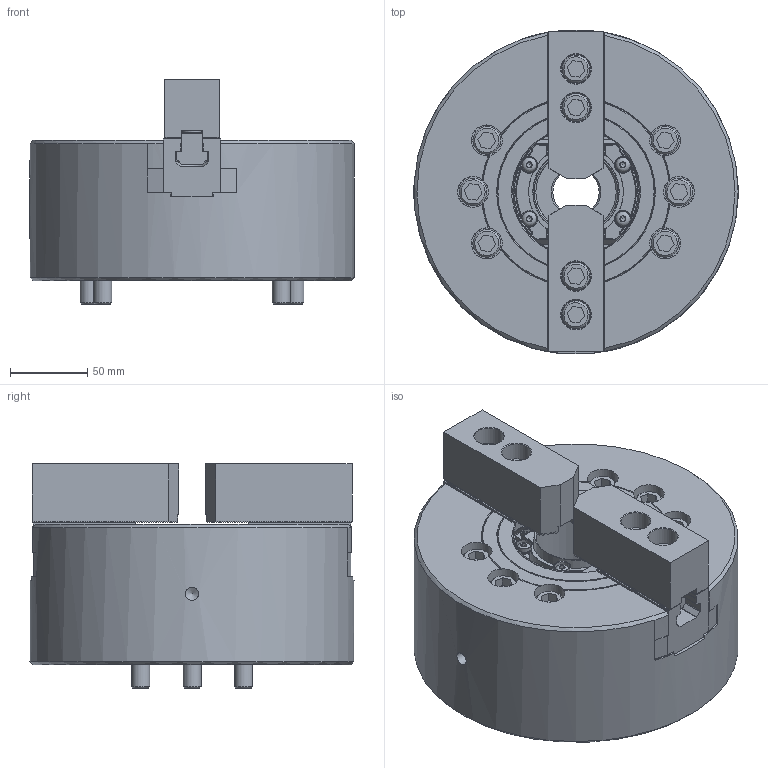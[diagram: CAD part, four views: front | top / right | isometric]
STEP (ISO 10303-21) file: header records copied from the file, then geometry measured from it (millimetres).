
FILE_DESCRIPTION(/* description */ ('Unknown'),/* implementation_level */ '2;1');
FILE_NAME(/* name */ 'BT208-Solid',/* time_stamp */ '2019-08-13T16:54:40+01:00',/* author */ ('Unknown'),/* organization */ ('Unknown'),/* preprocessor_version */ 'ST-DEVELOPER v16.7',/* originating_system */ 'DEX',/* authorisation */ $);
FILE_SCHEMA (('AUTOMOTIVE_DESIGN {1 0 10303 214 3 1 1}'));
Products named in the file (1): BT208_mid stroke
Bounding box: 210 x 209.83 x 145.2 mm (x, y, z)
Volume: 2847894.4 mm3; surface area: 339760.9 mm2
Topology: 1 solids, 21 shells, 2787 faces, 9400 edges, 5957 vertices
Faces by surface type: plane 1930, cylinder 638, cone 185, torus 26, sphere 4, bspline 4
Full cylindrical faces by diameter (mm): 4.2 x4, 4.826 x4, 5.2 x3, 5.5 x4, 6.8 x6, 7.76 x6, 8.5 x2, 9 x6, 9.5 x4, 10 x4, 10.3 x4, 11.701 x10, 13 x10, 13.5 x6, 14 x6, 18 x10, 19 x4, 20 x6, 30 x1, 52 x1, 56 x2, 61 x1, 64.8 x1, 65 x1, 66 x2, 72 x1, 105 x1, 117.5 x1, 170 x1, 210 x1
Entity records: 99880 total; most frequent: CARTESIAN_POINT 18152, ORIENTED_EDGE 18040, DIRECTION 16164, EDGE_CURVE 9020, LINE 7226, VECTOR 7226, VERTEX_POINT 5841, AXIS2_PLACEMENT_3D 4469
